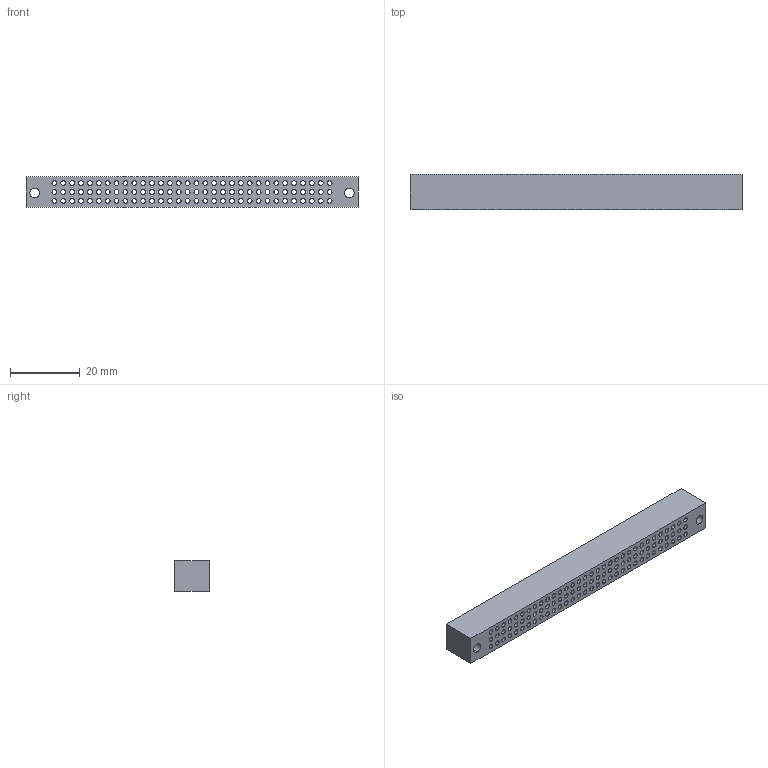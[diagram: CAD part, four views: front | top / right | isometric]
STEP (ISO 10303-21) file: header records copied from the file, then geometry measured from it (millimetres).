
FILE_DESCRIPTION (( 'STEP AP214' ), '1' );
FILE_NAME ('Din41612_Spacer_MiniSCT_LB.STEP', '2021-05-19T22:11:53', ( '' ), ( '' ), 'SwSTEP 2.0', 'SolidWorks 2019', '' );
FILE_SCHEMA (( 'AUTOMOTIVE_DESIGN' ));
Length unit declared in the file: millimetre
Products named in the file (1): Din41612_Spacer_MiniSCT_LB
Bounding box: 95 x 10 x 8.75 mm (x, y, z)
Volume: 6711.5 mm3; surface area: 7815.5 mm2
Topology: 1 solids, 1 shells, 202 faces, 600 edges, 400 vertices
Faces by surface type: cylinder 196, plane 6
Entity records: 7442 total; most frequent: DIRECTION 1398, CARTESIAN_POINT 1203, ORIENTED_EDGE 1200, EDGE_CURVE 600, AXIS2_PLACEMENT_3D 595, VERTEX_POINT 400, EDGE_LOOP 398, CIRCLE 392
